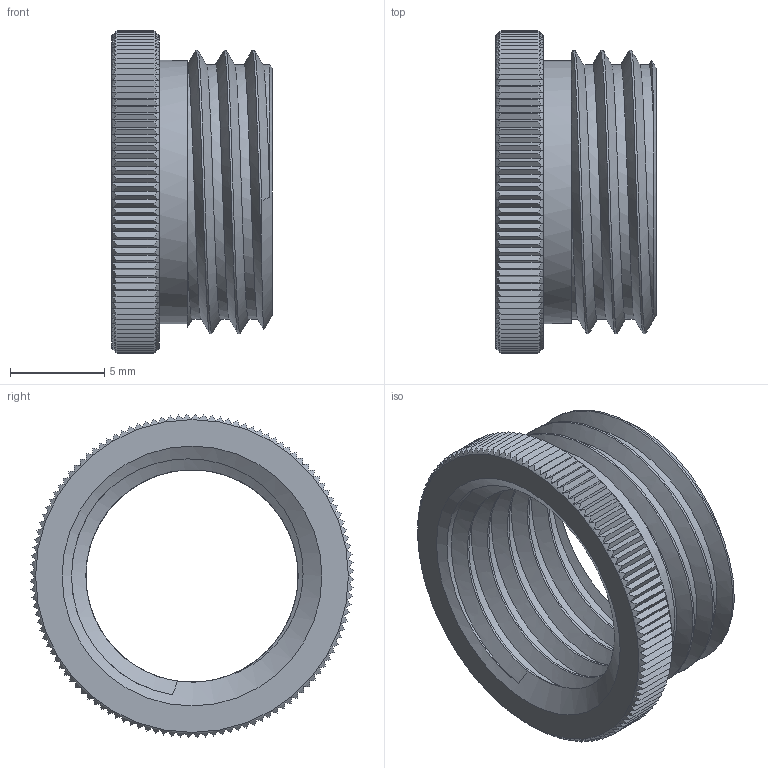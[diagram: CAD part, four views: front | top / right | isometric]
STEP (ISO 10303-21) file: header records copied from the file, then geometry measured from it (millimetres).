
FILE_DESCRIPTION(/* description */ ('Reduzierung gerändelt PG 9/7'),/* implementation_level */ '2;1');
FILE_NAME(/* name */ '62060907-RST.stp',/* time_stamp */ '2020-06-23T08:46:24+02:00',/* author */ ('sl'),/* organization */ (''),/* preprocessor_version */ 'ST-DEVELOPER v16.5',/* originating_system */ 'Autodesk Inventor 2017',/* authorisation */ '');
FILE_SCHEMA (('AUTOMOTIVE_DESIGN { 1 0 10303 214 3 1 1 }'));
Length unit declared in the file: millimetre
Products named in the file (1): 62060907
Bounding box: 8.5 x 17.14 x 17.14 mm (x, y, z)
Volume: 479.1 mm3; surface area: 1243.6 mm2
Topology: 1 solids, 1 shells, 259 faces, 766 edges, 510 vertices
Faces by surface type: plane 245, cylinder 5, cone 5, bspline 4
Full cylindrical faces by diameter (mm): 13.96 x1
Entity records: 10532 total; most frequent: CARTESIAN_POINT 3173, DIRECTION 1754, ORIENTED_EDGE 1508, AXIS2_PLACEMENT_3D 757, EDGE_CURVE 754, VERTEX_POINT 504, CIRCLE 499, EDGE_LOOP 268
